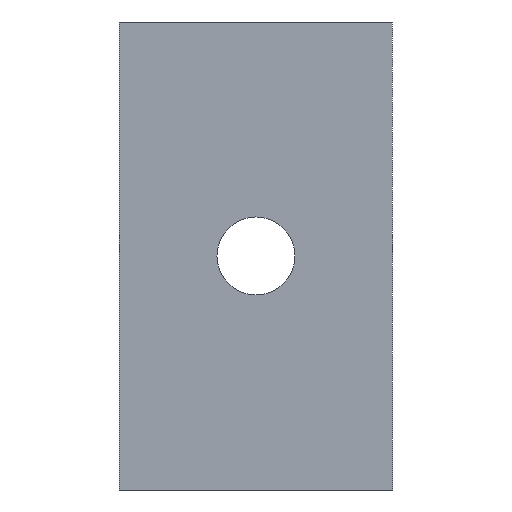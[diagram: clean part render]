
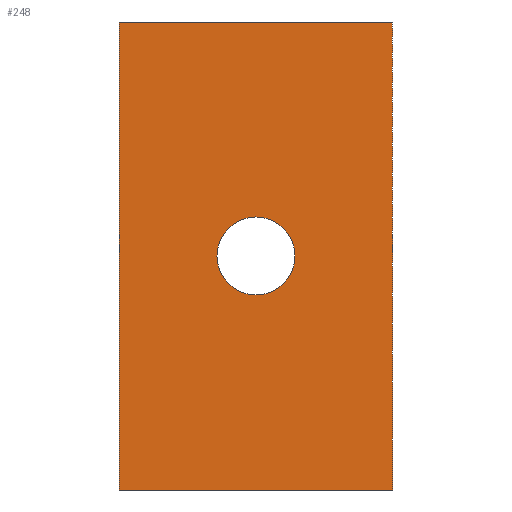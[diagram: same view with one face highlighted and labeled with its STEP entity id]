
A CAD part, front view. The second image highlights one B-rep face of the part: STEP entity #248.
In plain terms, the highlighted planar face has unit normal (0, -1, 0).
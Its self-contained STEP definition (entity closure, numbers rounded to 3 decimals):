
#61=CARTESIAN_POINT('Vertex',(-35.,0.,60.)) ;
#66=CARTESIAN_POINT('Line Origine',(0.,0.,60.)) ;
#70=CARTESIAN_POINT('Vertex',(35.,0.,60.)) ;
#97=CARTESIAN_POINT('Line Origine',(35.,0.,0.)) ;
#101=CARTESIAN_POINT('Vertex',(35.,0.,-60.)) ;
#128=CARTESIAN_POINT('Line Origine',(0.,0.,-60.)) ;
#132=CARTESIAN_POINT('Vertex',(-35.,0.,-60.)) ;
#159=CARTESIAN_POINT('Line Origine',(-35.,0.,0.)) ;
#194=CARTESIAN_POINT('Vertex',(-10.,0.,0.)) ;
#197=CARTESIAN_POINT('Axis2P3D Location',(0.,0.,0.)) ;
#201=CARTESIAN_POINT('Vertex',(10.,0.,0.)) ;
#221=CARTESIAN_POINT('Axis2P3D Location',(0.,0.,0.)) ;
#233=CARTESIAN_POINT('Axis2P3D Location',(0.,0.,0.)) ;
#67=DIRECTION('Vector Direction',(-1.,0.,0.)) ;
#98=DIRECTION('Vector Direction',(0.,0.,1.)) ;
#129=DIRECTION('Vector Direction',(1.,0.,0.)) ;
#160=DIRECTION('Vector Direction',(0.,0.,-1.)) ;
#198=DIRECTION('Axis2P3D Direction',(0.,1.,0.)) ;
#222=DIRECTION('Axis2P3D Direction',(0.,1.,0.)) ;
#234=DIRECTION('Axis2P3D Direction',(0.,1.,0.)) ;
#235=DIRECTION('Axis2P3D XDirection',(-1.,0.,0.)) ;
#199=AXIS2_PLACEMENT_3D('Circle Axis2P3D',#197,#198,$) ;
#223=AXIS2_PLACEMENT_3D('Circle Axis2P3D',#221,#222,$) ;
#236=AXIS2_PLACEMENT_3D('Plane Axis2P3D',#233,#234,#235) ;
#239=ORIENTED_EDGE('',*,*,#163,.F.) ;
#240=ORIENTED_EDGE('',*,*,#134,.F.) ;
#241=ORIENTED_EDGE('',*,*,#103,.F.) ;
#242=ORIENTED_EDGE('',*,*,#72,.F.) ;
#245=ORIENTED_EDGE('',*,*,#225,.T.) ;
#246=ORIENTED_EDGE('',*,*,#203,.T.) ;
#247=FACE_BOUND('',#244,.T.) ;
#68=VECTOR('Line Direction',#67,1.) ;
#99=VECTOR('Line Direction',#98,1.) ;
#130=VECTOR('Line Direction',#129,1.) ;
#161=VECTOR('Line Direction',#160,1.) ;
#248=ADVANCED_FACE('PartBody',(#243,#247),#237,.F.) ;
#200=CIRCLE('generated circle',#199,10.) ;
#224=CIRCLE('generated circle',#223,10.) ;
#72=EDGE_CURVE('',#62,#71,#69,.F.) ;
#103=EDGE_CURVE('',#71,#102,#100,.F.) ;
#134=EDGE_CURVE('',#102,#133,#131,.F.) ;
#163=EDGE_CURVE('',#133,#62,#162,.F.) ;
#203=EDGE_CURVE('',#202,#195,#200,.T.) ;
#225=EDGE_CURVE('',#195,#202,#224,.T.) ;
#238=EDGE_LOOP('',(#239,#240,#241,#242)) ;
#244=EDGE_LOOP('',(#245,#246)) ;
#243=FACE_OUTER_BOUND('',#238,.T.) ;
#69=LINE('Line',#66,#68) ;
#100=LINE('Line',#97,#99) ;
#131=LINE('Line',#128,#130) ;
#162=LINE('Line',#159,#161) ;
#237=PLANE('Plane',#236) ;
#62=VERTEX_POINT('',#61) ;
#71=VERTEX_POINT('',#70) ;
#102=VERTEX_POINT('',#101) ;
#133=VERTEX_POINT('',#132) ;
#195=VERTEX_POINT('',#194) ;
#202=VERTEX_POINT('',#201) ;
